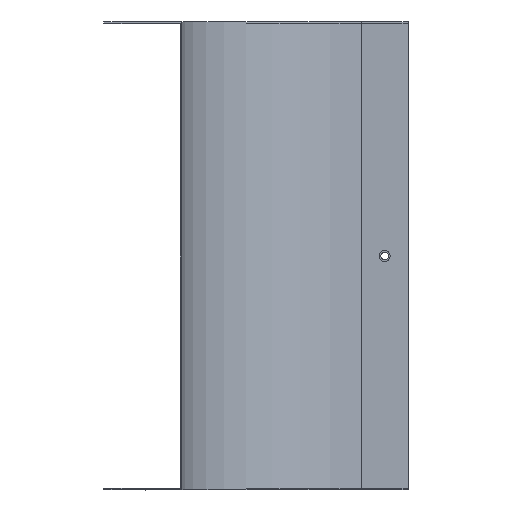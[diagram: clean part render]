
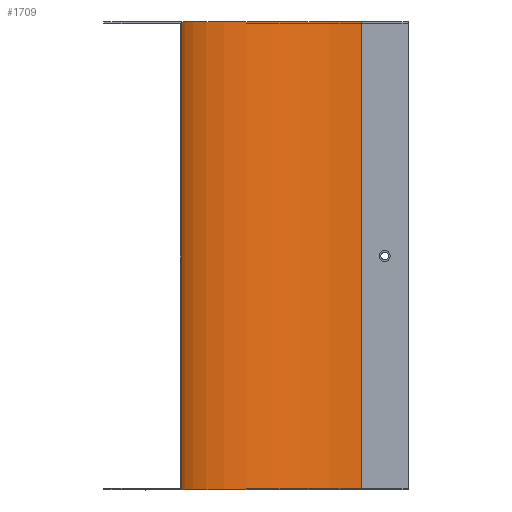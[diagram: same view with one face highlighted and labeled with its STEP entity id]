
A CAD part, left-side view. The second image highlights one B-rep face of the part: STEP entity #1709.
In plain terms, the highlighted cylindrical face has radius 115 mm (diameter 230 mm), a partial arc.
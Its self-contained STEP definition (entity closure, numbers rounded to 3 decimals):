
#43 = CARTESIAN_POINT ( 'NONE',  ( -115., 145., -299. ) ) ;
#54 = CARTESIAN_POINT ( 'NONE',  ( 0., 30., 1. ) ) ;
#86 = CARTESIAN_POINT ( 'NONE',  ( 0., 30., -299. ) ) ;
#88 = CARTESIAN_POINT ( 'NONE',  ( -115., 145., 1. ) ) ;
#121 = VERTEX_POINT ( 'NONE', #88 ) ;
#123 = VERTEX_POINT ( 'NONE', #86 ) ;
#144 = ORIENTED_EDGE ( 'NONE', *, *, #897, .F. ) ;
#145 = ORIENTED_EDGE ( 'NONE', *, *, #896, .F. ) ;
#146 = ORIENTED_EDGE ( 'NONE', *, *, #895, .T. ) ;
#147 = ORIENTED_EDGE ( 'NONE', *, *, #847, .T. ) ;
#211 = VERTEX_POINT ( 'NONE', #54 ) ;
#222 = VERTEX_POINT ( 'NONE', #43 ) ;
#315 = FACE_OUTER_BOUND ( 'NONE', #1293, .T. ) ;
#319 = CYLINDRICAL_SURFACE ( 'NONE', #792, 115. ) ;
#630 = LINE ( 'NONE', #1473, #633 ) ;
#633 = VECTOR ( 'NONE', #1470, 1000. ) ;
#698 = CIRCLE ( 'NONE', #813, 115. ) ;
#712 = CIRCLE ( 'NONE', #816, 115. ) ;
#714 = LINE ( 'NONE', #1306, #715 ) ;
#715 = VECTOR ( 'NONE', #1305, 1000. ) ;
#792 = AXIS2_PLACEMENT_3D ( 'NONE', #1608, #1609, #1613 ) ;
#813 = AXIS2_PLACEMENT_3D ( 'NONE', #1187, #1185, #1184 ) ;
#816 = AXIS2_PLACEMENT_3D ( 'NONE', #1213, #1210, #1203 ) ;
#847 = EDGE_CURVE ( 'NONE', #121, #222, #630, .T. ) ;
#895 = EDGE_CURVE ( 'NONE', #222, #123, #712, .T. ) ;
#896 = EDGE_CURVE ( 'NONE', #211, #123, #714, .T. ) ;
#897 = EDGE_CURVE ( 'NONE', #121, #211, #698, .T. ) ;
#1184 = DIRECTION ( 'NONE',  ( -1., 0., 0. ) ) ;
#1185 = DIRECTION ( 'NONE',  ( 0., 0., -1. ) ) ;
#1187 = CARTESIAN_POINT ( 'NONE',  ( -115., 30., 1. ) ) ;
#1203 = DIRECTION ( 'NONE',  ( -1., 0., 0. ) ) ;
#1210 = DIRECTION ( 'NONE',  ( 0., 0., -1. ) ) ;
#1213 = CARTESIAN_POINT ( 'NONE',  ( -115., 30., -299. ) ) ;
#1293 = EDGE_LOOP ( 'NONE', ( #147, #146, #145, #144 ) ) ;
#1305 = DIRECTION ( 'NONE',  ( 0., 0., -1. ) ) ;
#1306 = CARTESIAN_POINT ( 'NONE',  ( 0., 30., 1. ) ) ;
#1470 = DIRECTION ( 'NONE',  ( 0., 0., -1. ) ) ;
#1473 = CARTESIAN_POINT ( 'NONE',  ( -115., 145., 1. ) ) ;
#1608 = CARTESIAN_POINT ( 'NONE',  ( -115., 30., 1. ) ) ;
#1609 = DIRECTION ( 'NONE',  ( 0., 0., -1. ) ) ;
#1613 = DIRECTION ( 'NONE',  ( -1., 0., 0. ) ) ;
#1709 = ADVANCED_FACE ( 'NONE', ( #315 ), #319, .F. ) ;
